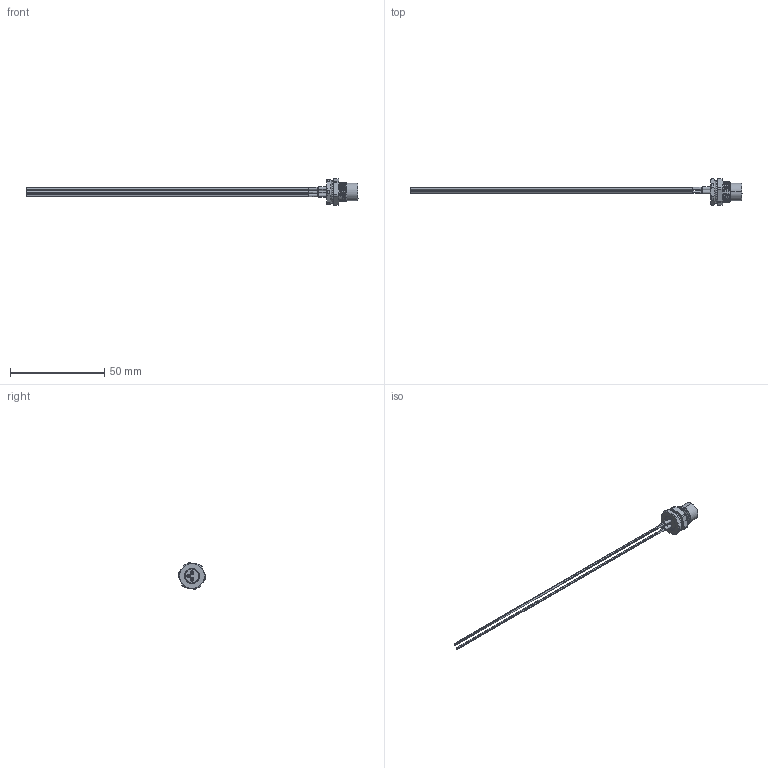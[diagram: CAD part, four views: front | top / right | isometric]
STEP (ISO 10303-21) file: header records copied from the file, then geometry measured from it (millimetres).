
FILE_DESCRIPTION (( 'STEP AP203' ), '1' );
FILE_NAME ('10-05255_revA.STEP', '2023-04-03T23:54:10', ( '' ), ( '' ), 'SwSTEP 2.0', 'SolidWorks 2021', '' );
FILE_SCHEMA (( 'CONFIG_CONTROL_DESIGN' ));
Length unit declared in the file: millimetre
Products named in the file (12): 54-00292; 54-00292-06___; Heat shrink; 54-00292-02___; 30-01771_blunt cut; 54-00292-01___; 54-00292-04___; 54-00292-03___; 30-01763_blunt cut; 30-01766_blunt cut; 54-00292-05___; 10-05255_revA
Assembly tree (15 placements, depth 3):
  10-05255_revA
    54-00292
      54-00292-01___
      54-00292-02___
      54-00292-03___  x3
      54-00292-04___
      54-00292-05___
      54-00292-06___
    30-01771_blunt cut
    Heat shrink  x3
    30-01763_blunt cut
    30-01766_blunt cut
Bounding box: 176.2 x 14.22 x 14.22 mm (x, y, z)
Volume: 2016.7 mm3; surface area: 13709.2 mm2
Topology: 134 solids, 134 shells, 1107 faces, 2371 edges, 1532 vertices
Faces by surface type: cylinder 651, plane 336, cone 50, bspline 48, torus 22
Entity records: 40030 total; most frequent: CARTESIAN_POINT 15956, DIRECTION 5038, ORIENTED_EDGE 4350, EDGE_CURVE 2175, AXIS2_PLACEMENT_3D 2167, VERTEX_POINT 1416, EDGE_LOOP 1289, CIRCLE 1161
